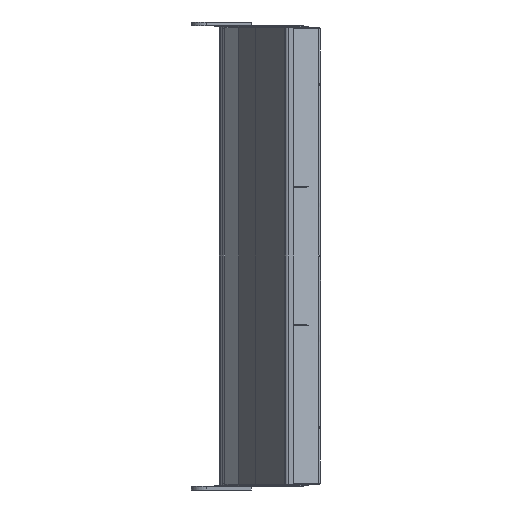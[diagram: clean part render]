
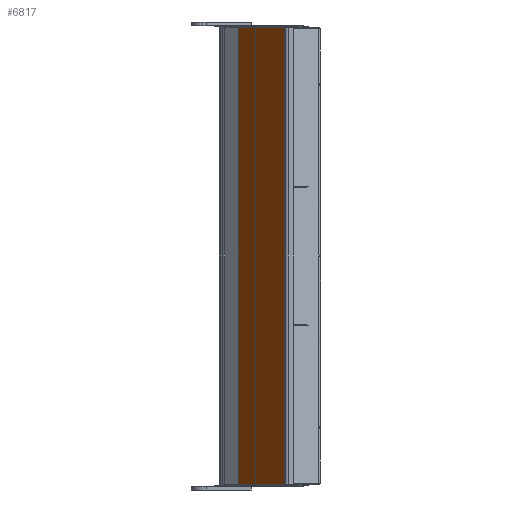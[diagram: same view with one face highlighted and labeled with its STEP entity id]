
A CAD part, left-side view. The second image highlights one B-rep face of the part: STEP entity #6817.
In plain terms, the highlighted free-form (B-spline) face has degree [1, 1] with [2, 2] control points.
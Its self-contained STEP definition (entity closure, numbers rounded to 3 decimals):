
#6789 = EDGE_CURVE('',#6790,#6792,#6794,.T.);
#6790 = VERTEX_POINT('',#6791);
#6791 = CARTESIAN_POINT('',(-1075.464,-329.096,
    -1743.569));
#6792 = VERTEX_POINT('',#6793);
#6793 = CARTESIAN_POINT('',(-1075.464,-329.096,
    1743.569));
#6794 = B_SPLINE_CURVE_WITH_KNOTS('',1,(#6795,#6796),.UNSPECIFIED.,.F.,
  .F.,(2,2),(5.,2395.),.PIECEWISE_BEZIER_KNOTS.);
#6795 = CARTESIAN_POINT('',(-1075.464,-329.096,
    -1743.569));
#6796 = CARTESIAN_POINT('',(-1075.464,-329.096,
    1743.569));
#6817 = ADVANCED_FACE('',(#6818),#6840,.F.);
#6818 = FACE_BOUND('',#6819,.T.);
#6819 = EDGE_LOOP('',(#6820,#6829,#6834,#6835));
#6820 = ORIENTED_EDGE('',*,*,#6821,.F.);
#6821 = EDGE_CURVE('',#6822,#6824,#6826,.T.);
#6822 = VERTEX_POINT('',#6823);
#6823 = CARTESIAN_POINT('',(-487.479,23.143,
    -1743.569));
#6824 = VERTEX_POINT('',#6825);
#6825 = CARTESIAN_POINT('',(-487.479,23.143,
    1743.569));
#6826 = B_SPLINE_CURVE_WITH_KNOTS('',1,(#6827,#6828),.UNSPECIFIED.,.F.,
  .F.,(2,2),(5.,2395.),.PIECEWISE_BEZIER_KNOTS.);
#6827 = CARTESIAN_POINT('',(-487.479,23.143,
    -1743.569));
#6828 = CARTESIAN_POINT('',(-487.479,23.143,
    1743.569));
#6829 = ORIENTED_EDGE('',*,*,#6830,.T.);
#6830 = EDGE_CURVE('',#6822,#6790,#6831,.T.);
#6831 = B_SPLINE_CURVE_WITH_KNOTS('',1,(#6832,#6833),.UNSPECIFIED.,.F.,
  .F.,(2,2),(-469.769,0.),.PIECEWISE_BEZIER_KNOTS.);
#6832 = CARTESIAN_POINT('',(-487.479,23.143,
    -1743.569));
#6833 = CARTESIAN_POINT('',(-1075.464,-329.096,
    -1743.569));
#6834 = ORIENTED_EDGE('',*,*,#6789,.T.);
#6835 = ORIENTED_EDGE('',*,*,#6836,.T.);
#6836 = EDGE_CURVE('',#6792,#6824,#6837,.T.);
#6837 = B_SPLINE_CURVE_WITH_KNOTS('',1,(#6838,#6839),.UNSPECIFIED.,.F.,
  .F.,(2,2),(-469.769,0.),.PIECEWISE_BEZIER_KNOTS.);
#6838 = CARTESIAN_POINT('',(-1075.464,-329.096,
    1743.569));
#6839 = CARTESIAN_POINT('',(-487.479,23.143,
    1743.569));
#6840 = B_SPLINE_SURFACE_WITH_KNOTS('',1,1,(
    (#6841,#6842)
    ,(#6843,#6844
    )),.UNSPECIFIED.,.F.,.F.,.F.,(2,2),(2,2),(-469.769,
    0.),(-2395.,-5.),.PIECEWISE_BEZIER_KNOTS.);
#6841 = CARTESIAN_POINT('',(-487.479,23.143,
    1743.569));
#6842 = CARTESIAN_POINT('',(-487.479,23.143,
    -1743.569));
#6843 = CARTESIAN_POINT('',(-1075.464,-329.096,
    1743.569));
#6844 = CARTESIAN_POINT('',(-1075.464,-329.096,
    -1743.569));
